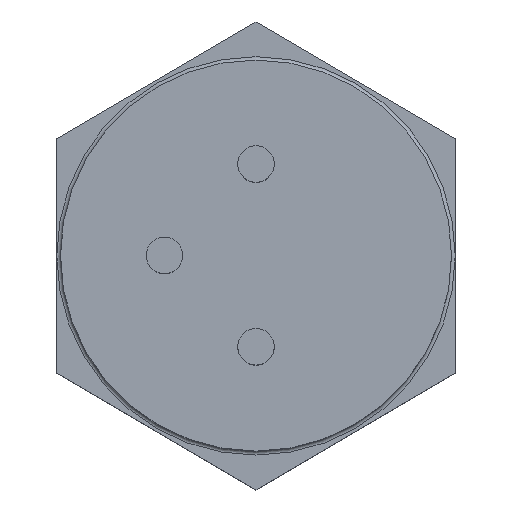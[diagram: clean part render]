
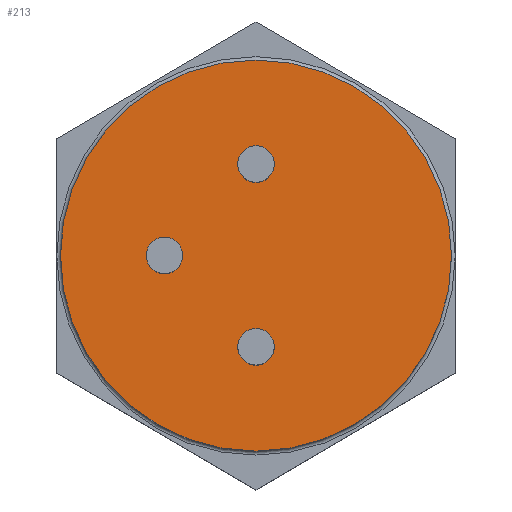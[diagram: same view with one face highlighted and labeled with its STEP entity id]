
A CAD part, top view. The second image highlights one B-rep face of the part: STEP entity #213.
In plain terms, the highlighted planar face has unit normal (0, 0, 1).
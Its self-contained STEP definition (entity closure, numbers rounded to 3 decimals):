
#213=ADVANCED_FACE('',(#3618,#3620,#3622,#3624),#3626,.T.);
#3618=FACE_BOUND('',#3619,.T.);
#3619=EDGE_LOOP('',(#4326));
#3620=FACE_BOUND('',#3621,.T.);
#3621=EDGE_LOOP('',(#4327));
#3622=FACE_BOUND('',#3623,.T.);
#3623=EDGE_LOOP('',(#4328));
#3624=FACE_BOUND('',#3625,.T.);
#3625=EDGE_LOOP('',(#4329));
#3626=PLANE('',#3627);
#3627=AXIS2_PLACEMENT_3D('',#3628,#3629,#3630);
#3628=CARTESIAN_POINT('',(0.,0.,7.601));
#3629=DIRECTION('',(0.,0.,1.));
#3630=DIRECTION('',(-1.,0.,0.));
#4326=ORIENTED_EDGE('',*,*,#4428,.T.);
#4327=ORIENTED_EDGE('',*,*,#4429,.T.);
#4328=ORIENTED_EDGE('',*,*,#4430,.T.);
#4329=ORIENTED_EDGE('',*,*,#4431,.T.);
#4428=EDGE_CURVE('',#4535,#4535,#4536,.T.);
#4429=EDGE_CURVE('',#4537,#4537,#4538,.F.);
#4430=EDGE_CURVE('',#4539,#4539,#4540,.F.);
#4431=EDGE_CURVE('',#4541,#4541,#4542,.F.);
#4535=VERTEX_POINT('',#6552);
#4536=CIRCLE('',#6553,5.35);
#4537=VERTEX_POINT('',#6557);
#4538=CIRCLE('',#6558,0.5);
#4539=VERTEX_POINT('',#6562);
#4540=CIRCLE('',#6563,0.5);
#4541=VERTEX_POINT('',#6567);
#4542=CIRCLE('',#6568,0.5);
#6552=CARTESIAN_POINT('',(0.,5.35,7.601));
#6553=AXIS2_PLACEMENT_3D('',#6554,#6555,#6556);
#6554=CARTESIAN_POINT('',(0.,0.,7.601));
#6555=DIRECTION('',(0.,0.,1.));
#6556=DIRECTION('',(-1.,0.,0.));
#6557=CARTESIAN_POINT('',(-2.504,-0.5,7.601));
#6558=AXIS2_PLACEMENT_3D('',#6559,#6560,#6561);
#6559=CARTESIAN_POINT('',(-2.504,0.,7.601));
#6560=DIRECTION('',(0.,0.,1.));
#6561=DIRECTION('',(0.,-1.,0.));
#6562=CARTESIAN_POINT('',(0.,-3.,7.601));
#6563=AXIS2_PLACEMENT_3D('',#6564,#6565,#6566);
#6564=CARTESIAN_POINT('',(0.,-2.5,7.601));
#6565=DIRECTION('',(0.,0.,1.));
#6566=DIRECTION('',(0.,-1.,0.));
#6567=CARTESIAN_POINT('',(0.,2.,7.601));
#6568=AXIS2_PLACEMENT_3D('',#6569,#6570,#6571);
#6569=CARTESIAN_POINT('',(0.,2.5,7.601));
#6570=DIRECTION('',(0.,0.,1.));
#6571=DIRECTION('',(0.,-1.,0.));
